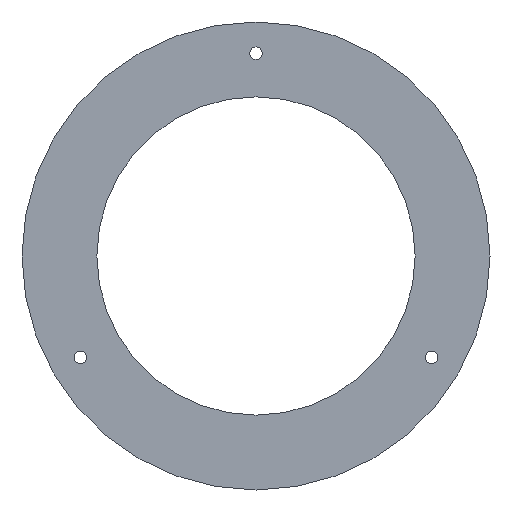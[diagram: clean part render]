
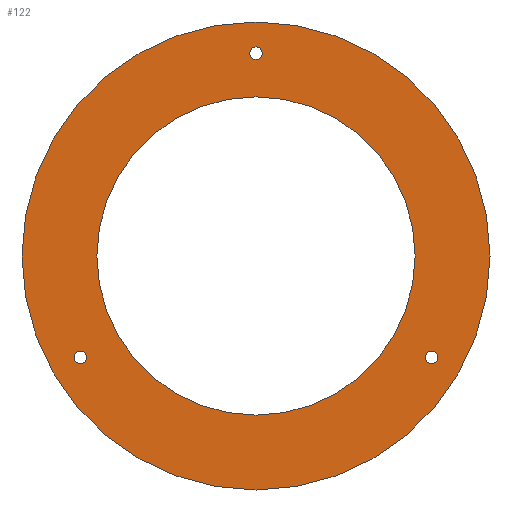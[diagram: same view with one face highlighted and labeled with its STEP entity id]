
A CAD part, front view. The second image highlights one B-rep face of the part: STEP entity #122.
In plain terms, the highlighted planar face has unit normal (0, -1, 0).
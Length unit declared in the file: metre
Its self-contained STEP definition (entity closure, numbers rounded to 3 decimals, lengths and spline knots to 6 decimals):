
#20=PLANE('',#152);
#32=ORIENTED_EDGE('',*,*,#48,.F.);
#33=ORIENTED_EDGE('',*,*,#46,.F.);
#34=ORIENTED_EDGE('',*,*,#44,.F.);
#35=ORIENTED_EDGE('',*,*,#42,.F.);
#36=ORIENTED_EDGE('',*,*,#50,.T.);
#42=EDGE_CURVE('',#52,#52,#62,.T.);
#44=EDGE_CURVE('',#54,#54,#64,.T.);
#46=EDGE_CURVE('',#56,#56,#66,.T.);
#48=EDGE_CURVE('',#58,#58,#68,.T.);
#50=EDGE_CURVE('',#60,#60,#70,.T.);
#52=VERTEX_POINT('',#193);
#54=VERTEX_POINT('',#198);
#56=VERTEX_POINT('',#203);
#58=VERTEX_POINT('',#208);
#60=VERTEX_POINT('',#213);
#62=CIRCLE('',#138,0.051);
#64=CIRCLE('',#141,0.002);
#66=CIRCLE('',#144,0.002);
#68=CIRCLE('',#147,0.002);
#70=CIRCLE('',#150,0.075);
#82=EDGE_LOOP('',(#32));
#83=EDGE_LOOP('',(#33));
#84=EDGE_LOOP('',(#34));
#85=EDGE_LOOP('',(#35));
#86=EDGE_LOOP('',(#36));
#102=FACE_BOUND('',#82,.T.);
#103=FACE_BOUND('',#83,.T.);
#104=FACE_BOUND('',#84,.T.);
#105=FACE_BOUND('',#85,.T.);
#106=FACE_BOUND('',#86,.T.);
#122=ADVANCED_FACE('',(#102,#103,#104,#105,#106),#20,.T.);
#138=AXIS2_PLACEMENT_3D('',#192,#158,#159);
#141=AXIS2_PLACEMENT_3D('',#197,#164,#165);
#144=AXIS2_PLACEMENT_3D('',#202,#170,#171);
#147=AXIS2_PLACEMENT_3D('',#207,#176,#177);
#150=AXIS2_PLACEMENT_3D('',#212,#182,#183);
#152=AXIS2_PLACEMENT_3D('',#216,#186,#187);
#158=DIRECTION('',(0.,-1.,0.));
#159=DIRECTION('',(0.,0.,-1.));
#164=DIRECTION('',(0.,-1.,0.));
#165=DIRECTION('',(0.,0.,-1.));
#170=DIRECTION('',(0.,-1.,0.));
#171=DIRECTION('',(0.,0.,-1.));
#176=DIRECTION('',(0.,-1.,0.));
#177=DIRECTION('',(0.,0.,-1.));
#182=DIRECTION('',(0.,-1.,0.));
#183=DIRECTION('',(0.,0.,-1.));
#186=DIRECTION('',(0.,-1.,0.));
#187=DIRECTION('',(1.,0.,0.));
#192=CARTESIAN_POINT('',(0.,-0.002,0.));
#193=CARTESIAN_POINT('',(0.,-0.002,-0.051));
#197=CARTESIAN_POINT('',(0.,-0.002,0.065));
#198=CARTESIAN_POINT('',(0.,-0.002,0.063));
#202=CARTESIAN_POINT('',(-0.056292,-0.002,-0.0325));
#203=CARTESIAN_POINT('',(-0.056292,-0.002,-0.0345));
#207=CARTESIAN_POINT('',(0.056292,-0.002,-0.0325));
#208=CARTESIAN_POINT('',(0.056292,-0.002,-0.0345));
#212=CARTESIAN_POINT('',(0.,-0.002,0.));
#213=CARTESIAN_POINT('',(0.,-0.002,-0.075));
#216=CARTESIAN_POINT('',(0.,-0.002,0.));
